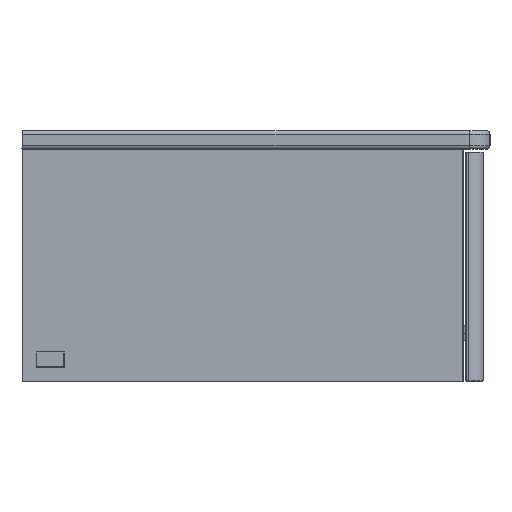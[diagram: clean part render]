
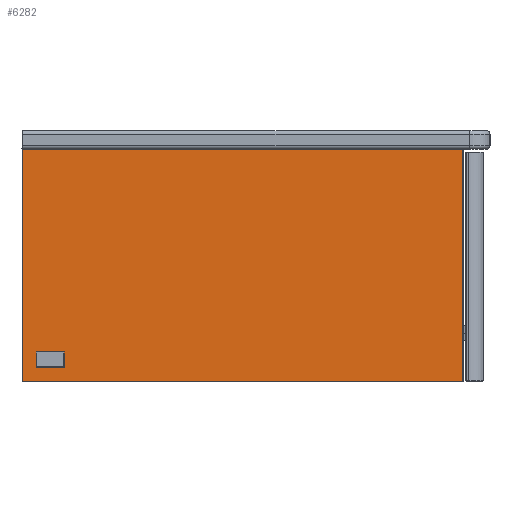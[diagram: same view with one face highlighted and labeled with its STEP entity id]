
A CAD part, left-side view. The second image highlights one B-rep face of the part: STEP entity #6282.
In plain terms, the highlighted planar face has unit normal (-1, 0, 0).
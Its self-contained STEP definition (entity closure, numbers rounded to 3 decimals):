
#6131=CARTESIAN_POINT('',(33933.695,-5156.93,170.0));
#6132=VERTEX_POINT('',#6131);
#6139=CARTESIAN_POINT('',(33933.695,-5156.93,-78.0));
#6140=VERTEX_POINT('',#6139);
#6141=CARTESIAN_POINT('',(33933.695,-5156.93,170.0));
#6142=DIRECTION('',(0.0,0.0,-1.0));
#6143=VECTOR('',#6142,248.0);
#6144=LINE('',#6141,#6143);
#6145=EDGE_CURVE('',#6132,#6140,#6144,.T.);
#6201=CARTESIAN_POINT('',(33933.695,-4685.93,-78.0));
#6202=VERTEX_POINT('',#6201);
#6203=CARTESIAN_POINT('',(33933.695,-4685.93,-78.0));
#6204=DIRECTION('',(0.0,-1.0,0.0));
#6205=VECTOR('',#6204,471.0);
#6206=LINE('',#6203,#6205);
#6207=EDGE_CURVE('',#6202,#6140,#6206,.T.);
#6259=CARTESIAN_POINT('',(33933.695,-4921.43,-78.001));
#6260=DIRECTION('',(-1.0,0.0,0.0));
#6261=DIRECTION('',(0.0,0.0,1.0));
#6262=AXIS2_PLACEMENT_3D('',#6259,#6260,#6261);
#6263=PLANE('',#6262);
#6264=ORIENTED_EDGE('',*,*,#6145,.F.);
#6265=CARTESIAN_POINT('',(33933.695,-4685.93,170.0));
#6266=VERTEX_POINT('',#6265);
#6267=CARTESIAN_POINT('',(33933.695,-4685.93,170.0));
#6268=DIRECTION('',(0.0,-1.0,0.0));
#6269=VECTOR('',#6268,471.0);
#6270=LINE('',#6267,#6269);
#6271=EDGE_CURVE('',#6266,#6132,#6270,.T.);
#6272=ORIENTED_EDGE('',*,*,#6271,.F.);
#6273=CARTESIAN_POINT('',(33933.695,-4685.93,-78.0));
#6274=DIRECTION('',(0.0,0.0,1.0));
#6275=VECTOR('',#6274,248.0);
#6276=LINE('',#6273,#6275);
#6277=EDGE_CURVE('',#6202,#6266,#6276,.T.);
#6278=ORIENTED_EDGE('',*,*,#6277,.F.);
#6279=ORIENTED_EDGE('',*,*,#6207,.T.);
#6280=EDGE_LOOP('',(#6264,#6272,#6278,#6279));
#6281=FACE_OUTER_BOUND('',#6280,.T.);
#6282=ADVANCED_FACE('',(#6281),#6263,.T.);
